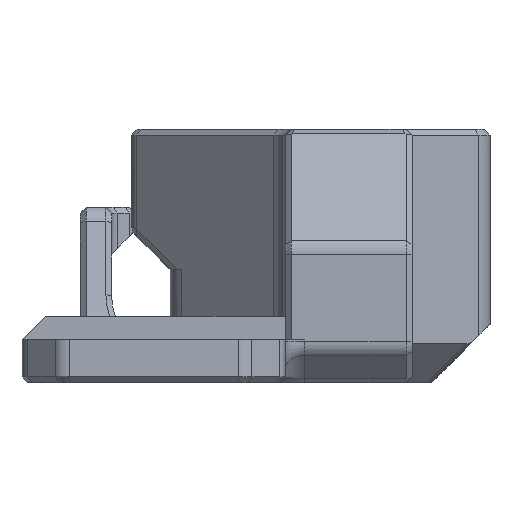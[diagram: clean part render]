
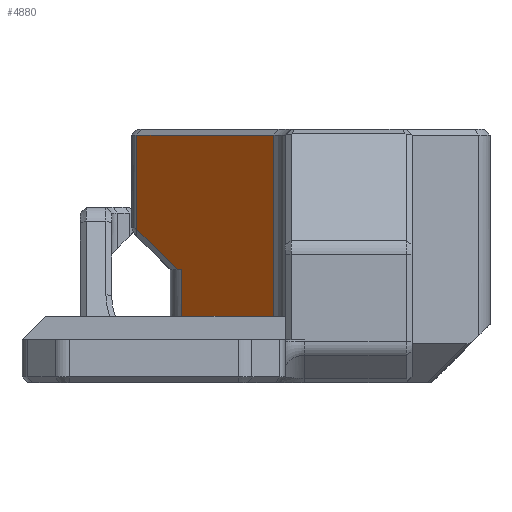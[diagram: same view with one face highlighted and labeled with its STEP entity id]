
A CAD part, left-side view. The second image highlights one B-rep face of the part: STEP entity #4880.
In plain terms, the highlighted planar face has unit normal (-0.707, 0.707, 0).
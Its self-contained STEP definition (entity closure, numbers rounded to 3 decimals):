
#72=(
BOUNDED_CURVE()
B_SPLINE_CURVE(2,(#7235,#7236,#7237),.UNSPECIFIED.,.F.,.F.)
B_SPLINE_CURVE_WITH_KNOTS((3,3),(-1.129,-0.351),
 .UNSPECIFIED.)
CURVE()
GEOMETRIC_REPRESENTATION_ITEM()
RATIONAL_B_SPLINE_CURVE((4.75,4.75,2.969))
REPRESENTATION_ITEM('')
);
#327=PLANE('',#5198);
#494=FACE_OUTER_BOUND('',#788,.T.);
#788=EDGE_LOOP('',(#3469,#3470,#3471,#3472,#3473,#3474,#3475,#3476,#3477));
#1193=LINE('',#7132,#1696);
#1211=LINE('',#7221,#1714);
#1212=LINE('',#7225,#1715);
#1213=LINE('',#7227,#1716);
#1214=LINE('',#7229,#1717);
#1215=LINE('',#7231,#1718);
#1216=LINE('',#7233,#1719);
#1217=LINE('',#7238,#1720);
#1696=VECTOR('',#5699,10.);
#1714=VECTOR('',#5737,1000.);
#1715=VECTOR('',#5742,1000.);
#1716=VECTOR('',#5743,1000.);
#1717=VECTOR('',#5744,1000.);
#1718=VECTOR('',#5745,1000.);
#1719=VECTOR('',#5746,1000.);
#1720=VECTOR('',#5747,1000.);
#2193=VERTEX_POINT('',#7122);
#2195=VERTEX_POINT('',#7128);
#2209=VERTEX_POINT('',#7220);
#2210=VERTEX_POINT('',#7224);
#2211=VERTEX_POINT('',#7226);
#2212=VERTEX_POINT('',#7228);
#2213=VERTEX_POINT('',#7230);
#2214=VERTEX_POINT('',#7232);
#2215=VERTEX_POINT('',#7234);
#2665=EDGE_CURVE('',#2193,#2195,#1193,.T.);
#2690=EDGE_CURVE('',#2209,#2195,#1211,.T.);
#2692=EDGE_CURVE('',#2193,#2210,#1212,.T.);
#2693=EDGE_CURVE('',#2210,#2211,#1213,.T.);
#2694=EDGE_CURVE('',#2211,#2212,#1214,.T.);
#2695=EDGE_CURVE('',#2212,#2213,#1215,.T.);
#2696=EDGE_CURVE('',#2213,#2214,#1216,.T.);
#2697=EDGE_CURVE('',#2214,#2215,#72,.T.);
#2698=EDGE_CURVE('',#2215,#2209,#1217,.T.);
#3469=ORIENTED_EDGE('',*,*,#2665,.F.);
#3470=ORIENTED_EDGE('',*,*,#2692,.T.);
#3471=ORIENTED_EDGE('',*,*,#2693,.T.);
#3472=ORIENTED_EDGE('',*,*,#2694,.T.);
#3473=ORIENTED_EDGE('',*,*,#2695,.T.);
#3474=ORIENTED_EDGE('',*,*,#2696,.T.);
#3475=ORIENTED_EDGE('',*,*,#2697,.T.);
#3476=ORIENTED_EDGE('',*,*,#2698,.T.);
#3477=ORIENTED_EDGE('',*,*,#2690,.T.);
#4880=ADVANCED_FACE('',(#494),#327,.F.);
#5198=AXIS2_PLACEMENT_3D('',#7223,#5740,#5741);
#5699=DIRECTION('',(-0.707,-0.707,0.));
#5737=DIRECTION('',(0.,0.,1.));
#5740=DIRECTION('center_axis',(0.707,-0.707,0.));
#5741=DIRECTION('ref_axis',(0.707,0.707,0.));
#5742=DIRECTION('',(0.,0.,-1.));
#5743=DIRECTION('',(-0.577,-0.577,-0.577));
#5744=DIRECTION('',(-0.707,-0.707,0.));
#5745=DIRECTION('',(0.,0.,-1.));
#5746=DIRECTION('',(-0.707,-0.707,0.));
#5747=DIRECTION('',(-0.707,-0.707,0.));
#7122=CARTESIAN_POINT('',(-6.293,14.107,12.7));
#7128=CARTESIAN_POINT('',(-13.314,7.086,12.7));
#7132=CARTESIAN_POINT('',(-9.1,11.3,12.7));
#7220=CARTESIAN_POINT('',(-13.314,7.086,3.4));
#7221=CARTESIAN_POINT('',(-13.314,7.086,9.));
#7223=CARTESIAN_POINT('Origin',(-8.,12.4,-30.238));
#7224=CARTESIAN_POINT('',(-6.293,14.107,7.875));
#7225=CARTESIAN_POINT('',(-6.293,14.107,7.8));
#7226=CARTESIAN_POINT('',(-8.367,12.033,5.8));
#7227=CARTESIAN_POINT('',(-8.122,12.278,6.045));
#7228=CARTESIAN_POINT('',(-8.586,11.814,5.8));
#7229=CARTESIAN_POINT('',(-8.,12.4,5.8));
#7230=CARTESIAN_POINT('',(-8.586,11.814,2.2));
#7231=CARTESIAN_POINT('',(-8.586,11.814,-30.238));
#7232=CARTESIAN_POINT('',(-11.093,9.307,2.2));
#7233=CARTESIAN_POINT('',(-11.093,9.307,2.2));
#7234=CARTESIAN_POINT('',(-12.479,7.921,3.4));
#7235=CARTESIAN_POINT('Ctrl Pts',(-11.093,9.307,2.2));
#7236=CARTESIAN_POINT('Ctrl Pts',(-11.526,8.874,2.2));
#7237=CARTESIAN_POINT('Ctrl Pts',(-12.479,7.921,3.4));
#7238=CARTESIAN_POINT('',(-8.,12.4,3.4));
